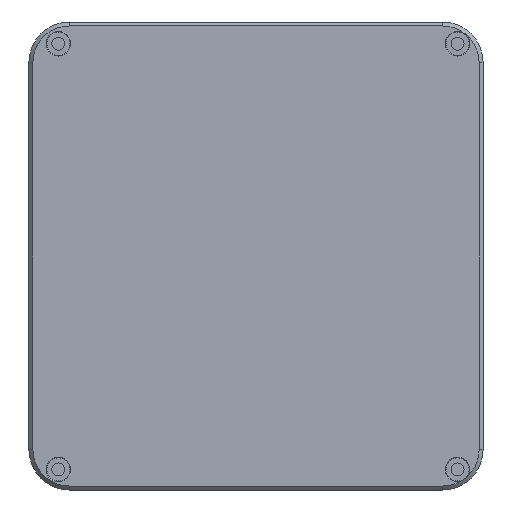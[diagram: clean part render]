
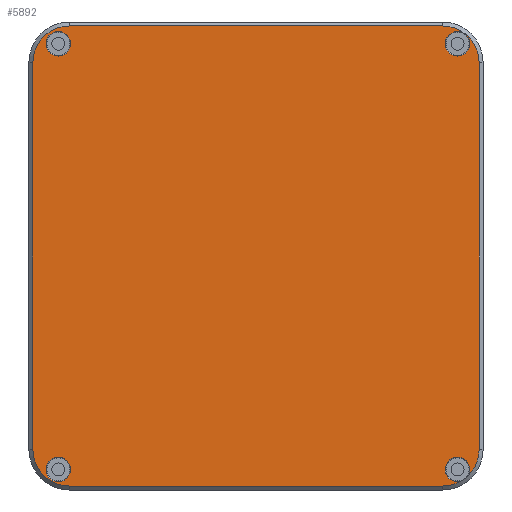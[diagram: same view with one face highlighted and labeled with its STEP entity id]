
A CAD part, left-side view. The second image highlights one B-rep face of the part: STEP entity #5892.
In plain terms, the highlighted planar face has unit normal (-1, 0, 0).
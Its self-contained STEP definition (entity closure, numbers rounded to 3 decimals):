
#589=FACE_BOUND('',#1154,.T.);
#590=FACE_BOUND('',#1155,.T.);
#591=FACE_BOUND('',#1156,.T.);
#617=PLANE('',#6310);
#764=FACE_OUTER_BOUND('',#1153,.T.);
#1153=EDGE_LOOP('',(#4073,#4074,#4075,#4076,#4077,#4078,#4079,#4080,#4081,
#4082,#4083));
#1154=EDGE_LOOP('',(#4084));
#1155=EDGE_LOOP('',(#4085));
#1156=EDGE_LOOP('',(#4086));
#1570=LINE('',#7620,#2069);
#1571=LINE('',#7624,#2070);
#1572=LINE('',#7628,#2071);
#1573=LINE('',#7632,#2072);
#2069=VECTOR('',#6589,10.);
#2070=VECTOR('',#6592,10.);
#2071=VECTOR('',#6595,10.);
#2072=VECTOR('',#6598,10.);
#2567=CIRCLE('',#6308,3.125);
#2569=CIRCLE('',#6311,3.125);
#2570=CIRCLE('',#6312,9.3);
#2571=CIRCLE('',#6313,9.3);
#2572=CIRCLE('',#6314,9.3);
#2573=CIRCLE('',#6315,9.3);
#2574=CIRCLE('',#6316,9.3);
#2575=CIRCLE('',#6317,3.125);
#2576=CIRCLE('',#6318,3.125);
#2577=CIRCLE('',#6319,3.125);
#2642=VERTEX_POINT('',#7608);
#2644=VERTEX_POINT('',#7614);
#2645=VERTEX_POINT('',#7615);
#2646=VERTEX_POINT('',#7617);
#2647=VERTEX_POINT('',#7619);
#2648=VERTEX_POINT('',#7621);
#2649=VERTEX_POINT('',#7623);
#2650=VERTEX_POINT('',#7625);
#2651=VERTEX_POINT('',#7627);
#2652=VERTEX_POINT('',#7629);
#2653=VERTEX_POINT('',#7631);
#2654=VERTEX_POINT('',#7633);
#2655=VERTEX_POINT('',#7636);
#2656=VERTEX_POINT('',#7638);
#3164=EDGE_CURVE('',#2642,#2642,#2567,.T.);
#3167=EDGE_CURVE('',#2644,#2645,#2569,.T.);
#3168=EDGE_CURVE('',#2646,#2644,#2570,.T.);
#3169=EDGE_CURVE('',#2647,#2646,#1570,.T.);
#3170=EDGE_CURVE('',#2648,#2647,#2571,.T.);
#3171=EDGE_CURVE('',#2649,#2648,#1571,.T.);
#3172=EDGE_CURVE('',#2650,#2649,#2572,.T.);
#3173=EDGE_CURVE('',#2651,#2650,#1572,.T.);
#3174=EDGE_CURVE('',#2652,#2651,#2573,.T.);
#3175=EDGE_CURVE('',#2653,#2652,#1573,.T.);
#3176=EDGE_CURVE('',#2654,#2653,#2574,.T.);
#3177=EDGE_CURVE('',#2645,#2654,#2575,.T.);
#3178=EDGE_CURVE('',#2655,#2655,#2576,.T.);
#3179=EDGE_CURVE('',#2656,#2656,#2577,.T.);
#4073=ORIENTED_EDGE('',*,*,#3167,.F.);
#4074=ORIENTED_EDGE('',*,*,#3168,.F.);
#4075=ORIENTED_EDGE('',*,*,#3169,.F.);
#4076=ORIENTED_EDGE('',*,*,#3170,.F.);
#4077=ORIENTED_EDGE('',*,*,#3171,.F.);
#4078=ORIENTED_EDGE('',*,*,#3172,.F.);
#4079=ORIENTED_EDGE('',*,*,#3173,.F.);
#4080=ORIENTED_EDGE('',*,*,#3174,.F.);
#4081=ORIENTED_EDGE('',*,*,#3175,.F.);
#4082=ORIENTED_EDGE('',*,*,#3176,.F.);
#4083=ORIENTED_EDGE('',*,*,#3177,.F.);
#4084=ORIENTED_EDGE('',*,*,#3178,.F.);
#4085=ORIENTED_EDGE('',*,*,#3179,.F.);
#4086=ORIENTED_EDGE('',*,*,#3164,.F.);
#5892=ADVANCED_FACE('',(#764,#589,#590,#591),#617,.T.);
#6308=AXIS2_PLACEMENT_3D('',#7609,#6578,#6579);
#6310=AXIS2_PLACEMENT_3D('',#7613,#6583,#6584);
#6311=AXIS2_PLACEMENT_3D('',#7616,#6585,#6586);
#6312=AXIS2_PLACEMENT_3D('',#7618,#6587,#6588);
#6313=AXIS2_PLACEMENT_3D('',#7622,#6590,#6591);
#6314=AXIS2_PLACEMENT_3D('',#7626,#6593,#6594);
#6315=AXIS2_PLACEMENT_3D('',#7630,#6596,#6597);
#6316=AXIS2_PLACEMENT_3D('',#7634,#6599,#6600);
#6317=AXIS2_PLACEMENT_3D('',#7635,#6601,#6602);
#6318=AXIS2_PLACEMENT_3D('',#7637,#6603,#6604);
#6319=AXIS2_PLACEMENT_3D('',#7639,#6605,#6606);
#6578=DIRECTION('center_axis',(-1.,0.,0.));
#6579=DIRECTION('ref_axis',(0.,0.,
-1.));
#6583=DIRECTION('center_axis',(-1.,0.,0.));
#6584=DIRECTION('ref_axis',(0.,-1.,0.));
#6585=DIRECTION('center_axis',(-1.,0.,0.));
#6586=DIRECTION('ref_axis',(0.,0.,
-1.));
#6587=DIRECTION('center_axis',(1.,0.,0.));
#6588=DIRECTION('ref_axis',(0.,0.,-1.));
#6589=DIRECTION('',(0.,0.,-1.));
#6590=DIRECTION('center_axis',(1.,0.,0.));
#6591=DIRECTION('ref_axis',(0.,-1.,0.));
#6592=DIRECTION('',(0.,-1.,0.));
#6593=DIRECTION('center_axis',(1.,0.,0.));
#6594=DIRECTION('ref_axis',(0.,0.707,0.707));
#6595=DIRECTION('',(0.,0.,1.));
#6596=DIRECTION('center_axis',(1.,0.,0.));
#6597=DIRECTION('ref_axis',(0.,0.707,-0.707));
#6598=DIRECTION('',(0.,1.,0.));
#6599=DIRECTION('center_axis',(1.,0.,0.));
#6600=DIRECTION('ref_axis',(0.,0.,-1.));
#6601=DIRECTION('center_axis',(-1.,0.,0.));
#6602=DIRECTION('ref_axis',(0.,0.,
-1.));
#6603=DIRECTION('center_axis',(-1.,0.,0.));
#6604=DIRECTION('ref_axis',(0.,0.,
-1.));
#6605=DIRECTION('center_axis',(-1.,0.,0.));
#6606=DIRECTION('ref_axis',(0.,0.,
-1.));
#7608=CARTESIAN_POINT('',(-29.9,81.509,106.102));
#7609=CARTESIAN_POINT('Origin',(-29.9,81.509,102.977));
#7613=CARTESIAN_POINT('Origin',(-29.9,26.75,49.));
#7614=CARTESIAN_POINT('',(-29.9,-22.672,-6.879));
#7615=CARTESIAN_POINT('',(-29.9,-19.991,-2.148));
#7616=CARTESIAN_POINT('Origin',(-29.9,-19.991,-5.273));
#7617=CARTESIAN_POINT('',(-29.9,-25.5,-0.2));
#7618=CARTESIAN_POINT('Origin',(-29.9,-16.2,-0.2));
#7619=CARTESIAN_POINT('',(-29.9,-25.5,98.2));
#7620=CARTESIAN_POINT('',(-29.9,-25.5,24.4));
#7621=CARTESIAN_POINT('',(-29.9,-16.2,107.5));
#7622=CARTESIAN_POINT('Origin',(-29.9,-16.2,98.2));
#7623=CARTESIAN_POINT('',(-29.9,78.7,107.5));
#7624=CARTESIAN_POINT('',(-29.9,5.275,107.5));
#7625=CARTESIAN_POINT('',(-29.9,88.,98.2));
#7626=CARTESIAN_POINT('Origin',(-29.9,78.7,98.2));
#7627=CARTESIAN_POINT('',(-29.9,88.,-0.2));
#7628=CARTESIAN_POINT('',(-29.9,88.,73.6));
#7629=CARTESIAN_POINT('',(-29.9,78.7,-9.5));
#7630=CARTESIAN_POINT('Origin',(-29.9,78.7,-0.2));
#7631=CARTESIAN_POINT('',(-29.9,-16.2,-9.5));
#7632=CARTESIAN_POINT('',(-29.9,48.225,-9.5));
#7633=CARTESIAN_POINT('',(-29.9,-20.77,-8.3));
#7634=CARTESIAN_POINT('Origin',(-29.9,-16.2,-0.2));
#7635=CARTESIAN_POINT('Origin',(-29.9,-19.991,-5.273));
#7636=CARTESIAN_POINT('',(-29.9,81.509,-2.148));
#7637=CARTESIAN_POINT('Origin',(-29.9,81.509,-5.273));
#7638=CARTESIAN_POINT('',(-29.9,-19.991,106.102));
#7639=CARTESIAN_POINT('Origin',(-29.9,-19.991,102.977));
